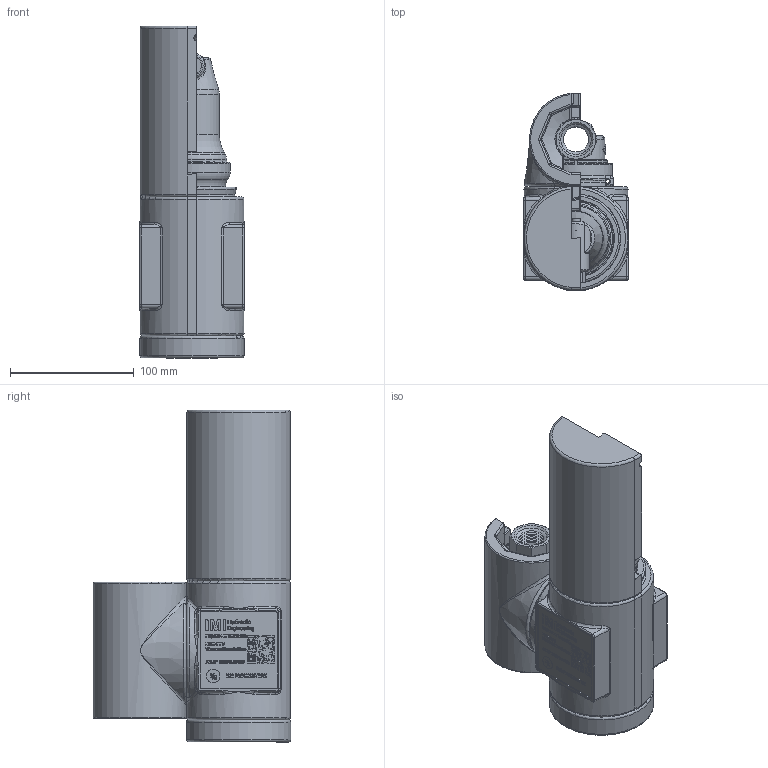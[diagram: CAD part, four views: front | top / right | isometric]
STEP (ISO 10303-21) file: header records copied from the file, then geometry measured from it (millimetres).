
FILE_DESCRIPTION(/* description */ ('Zeparo ZTVI 20'),/* implementation_level */ '2;1');
FILE_NAME(/* name */ '30302070501_ZEPARO_ZTVI_20.stp',/* time_stamp */ '2022-08-18T17:28:34+02:00',/* author */ ('SCG'),/* organization */ (''),/* preprocessor_version */ 'ST-DEVELOPER v18.1',/* originating_system */ 'Autodesk Inventor 2021',/* authorisation */ '');
FILE_SCHEMA (('AUTOMOTIVE_DESIGN { 1 0 10303 214 3 1 1 }'));
Length unit declared in the file: millimetre
Products named in the file (1): 301979
Bounding box: 84 x 159.3 x 268 mm (x, y, z)
Volume: 1029026.7 mm3; surface area: 264960.5 mm2
Topology: 32 solids, 35 shells, 5946 faces, 15871 edges, 10276 vertices
Faces by surface type: plane 2981, bspline 2091, cylinder 556, torus 147, cone 131, sphere 40
Full cylindrical faces by diameter (mm): 2 x1, 2.874 x2, 3 x1, 3.013 x1, 3.2 x4, 3.838 x1, 4.2 x2, 4.5 x2, 7 x1, 10.82 x2, 21 x3, 22 x2, 24.448 x18, 24.5 x2, 31 x1, 32 x1, 39 x1, 40 x1, 42 x2, 43 x1, 44 x1, 45 x1, 46.3 x1, 48 x2, 50 x1, 50.8 x1, 54 x1, 54.4 x2, 54.6 x1, 56 x2
Entity records: 239100 total; most frequent: CARTESIAN_POINT 98858, ORIENTED_EDGE 31562, DIRECTION 21170, EDGE_CURVE 15781, VERTEX_POINT 10276, LINE 9318, VECTOR 9318, EDGE_LOOP 6398
